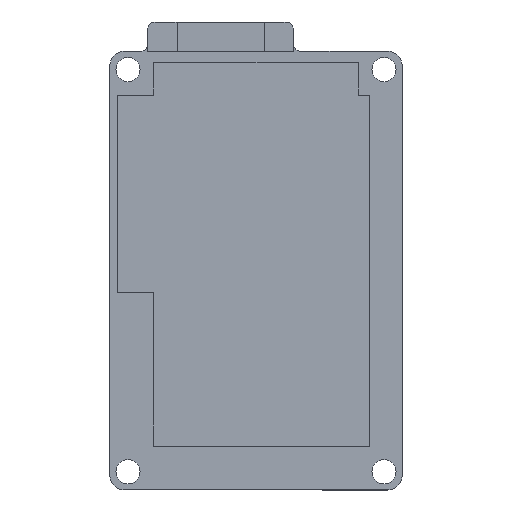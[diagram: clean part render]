
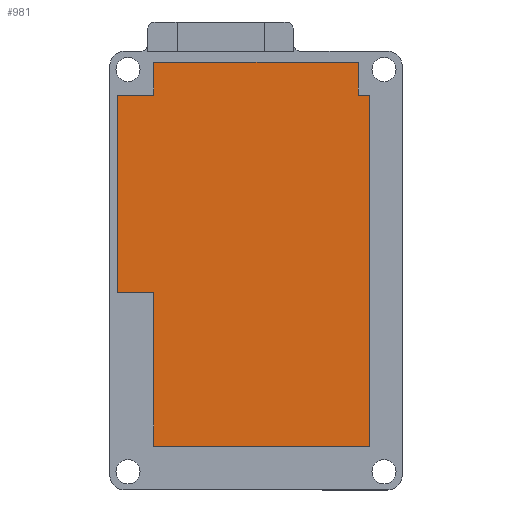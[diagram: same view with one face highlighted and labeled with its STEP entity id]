
A CAD part, top view. The second image highlights one B-rep face of the part: STEP entity #981.
In plain terms, the highlighted planar face has unit normal (0, 0, 1).
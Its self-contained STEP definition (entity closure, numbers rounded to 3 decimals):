
#23 = VECTOR ( 'NONE', #942, 1000. ) ;
#25 = ORIENTED_EDGE ( 'NONE', *, *, #1351, .T. ) ;
#32 = FACE_OUTER_BOUND ( 'NONE', #982, .T. ) ;
#34 = EDGE_CURVE ( 'NONE', #1424, #934, #170, .T. ) ;
#67 = EDGE_CURVE ( 'NONE', #771, #380, #616, .T. ) ;
#76 = ORIENTED_EDGE ( 'NONE', *, *, #649, .T. ) ;
#123 = ORIENTED_EDGE ( 'NONE', *, *, #67, .T. ) ;
#158 = VECTOR ( 'NONE', #370, 1000. ) ;
#160 = CARTESIAN_POINT ( 'NONE',  ( 0., -33., -2. ) ) ;
#165 = CARTESIAN_POINT ( 'NONE',  ( 35.558, -6.013, -2. ) ) ;
#170 = LINE ( 'NONE', #504, #316 ) ;
#179 = EDGE_CURVE ( 'NONE', #449, #771, #1208, .T. ) ;
#185 = LINE ( 'NONE', #278, #940 ) ;
#253 = PLANE ( 'NONE',  #524 ) ;
#278 = CARTESIAN_POINT ( 'NONE',  ( 35.558, 0., -2. ) ) ;
#284 = CARTESIAN_POINT ( 'NONE',  ( 33.987, -1.513, -2. ) ) ;
#286 = CARTESIAN_POINT ( 'NONE',  ( 0., -6.013, -2. ) ) ;
#304 = ORIENTED_EDGE ( 'NONE', *, *, #528, .T. ) ;
#311 = CARTESIAN_POINT ( 'NONE',  ( 6.013, -6.013, -2. ) ) ;
#312 = CARTESIAN_POINT ( 'NONE',  ( 35.558, -53.987, -2. ) ) ;
#316 = VECTOR ( 'NONE', #1401, 1000. ) ;
#357 = VERTEX_POINT ( 'NONE', #1043 ) ;
#370 = DIRECTION ( 'NONE',  ( 0., -1., 0. ) ) ;
#372 = CARTESIAN_POINT ( 'NONE',  ( 33.987, -6.013, -2. ) ) ;
#380 = VERTEX_POINT ( 'NONE', #601 ) ;
#398 = ORIENTED_EDGE ( 'NONE', *, *, #437, .F. ) ;
#413 = CARTESIAN_POINT ( 'NONE',  ( 0., -1.513, -2. ) ) ;
#433 = VERTEX_POINT ( 'NONE', #284 ) ;
#437 = EDGE_CURVE ( 'NONE', #934, #565, #185, .T. ) ;
#449 = VERTEX_POINT ( 'NONE', #712 ) ;
#463 = CARTESIAN_POINT ( 'NONE',  ( 2., -2., -2. ) ) ;
#504 = CARTESIAN_POINT ( 'NONE',  ( 0., -6.013, -2. ) ) ;
#524 = AXIS2_PLACEMENT_3D ( 'NONE', #463, #1140, #908 ) ;
#528 = EDGE_CURVE ( 'NONE', #1197, #565, #1282, .T. ) ;
#565 = VERTEX_POINT ( 'NONE', #312 ) ;
#570 = CARTESIAN_POINT ( 'NONE',  ( 6.013, -53.987, -2. ) ) ;
#575 = VECTOR ( 'NONE', #1215, 1000. ) ;
#601 = CARTESIAN_POINT ( 'NONE',  ( 1.013, -6.013, -2. ) ) ;
#616 = LINE ( 'NONE', #286, #23 ) ;
#649 = EDGE_CURVE ( 'NONE', #380, #1248, #1090, .T. ) ;
#683 = CARTESIAN_POINT ( 'NONE',  ( 1.013, -33., -2. ) ) ;
#704 = VECTOR ( 'NONE', #739, 1000. ) ;
#712 = CARTESIAN_POINT ( 'NONE',  ( 6.013, -1.513, -2. ) ) ;
#728 = CARTESIAN_POINT ( 'NONE',  ( 6.013, 0., -2. ) ) ;
#739 = DIRECTION ( 'NONE',  ( 0., -1., 0. ) ) ;
#760 = LINE ( 'NONE', #413, #850 ) ;
#761 = DIRECTION ( 'NONE',  ( 0., -1., 0. ) ) ;
#771 = VERTEX_POINT ( 'NONE', #311 ) ;
#812 = ORIENTED_EDGE ( 'NONE', *, *, #179, .T. ) ;
#814 = ORIENTED_EDGE ( 'NONE', *, *, #1148, .T. ) ;
#850 = VECTOR ( 'NONE', #966, 1000. ) ;
#855 = ORIENTED_EDGE ( 'NONE', *, *, #1112, .F. ) ;
#881 = DIRECTION ( 'NONE',  ( 1., 0., 0. ) ) ;
#908 = DIRECTION ( 'NONE',  ( -1., 0., 0. ) ) ;
#924 = LINE ( 'NONE', #1251, #158 ) ;
#934 = VERTEX_POINT ( 'NONE', #165 ) ;
#940 = VECTOR ( 'NONE', #1165, 1000. ) ;
#942 = DIRECTION ( 'NONE',  ( -1., 0., 0. ) ) ;
#955 = EDGE_CURVE ( 'NONE', #433, #1424, #924, .T. ) ;
#966 = DIRECTION ( 'NONE',  ( 1., 0., 0. ) ) ;
#975 = ORIENTED_EDGE ( 'NONE', *, *, #34, .F. ) ;
#981 = ADVANCED_FACE ( 'NONE', ( #32 ), #253, .F. ) ;
#982 = EDGE_LOOP ( 'NONE', ( #398, #975, #1354, #855, #812, #123, #76, #25, #814, #304 ) ) ;
#1021 = VECTOR ( 'NONE', #1033, 1000. ) ;
#1033 = DIRECTION ( 'NONE',  ( 1., 0., 0. ) ) ;
#1043 = CARTESIAN_POINT ( 'NONE',  ( 6.013, -33., -2. ) ) ;
#1054 = LINE ( 'NONE', #160, #1021 ) ;
#1090 = LINE ( 'NONE', #1198, #704 ) ;
#1093 = CARTESIAN_POINT ( 'NONE',  ( 0., -53.987, -2. ) ) ;
#1112 = EDGE_CURVE ( 'NONE', #449, #433, #760, .T. ) ;
#1140 = DIRECTION ( 'NONE',  ( 0., 0., -1. ) ) ;
#1148 = EDGE_CURVE ( 'NONE', #357, #1197, #1291, .T. ) ;
#1165 = DIRECTION ( 'NONE',  ( 0., -1., 0. ) ) ;
#1197 = VERTEX_POINT ( 'NONE', #570 ) ;
#1198 = CARTESIAN_POINT ( 'NONE',  ( 1.013, 0., -2. ) ) ;
#1208 = LINE ( 'NONE', #1338, #1361 ) ;
#1215 = DIRECTION ( 'NONE',  ( 0., -1., 0. ) ) ;
#1248 = VERTEX_POINT ( 'NONE', #683 ) ;
#1251 = CARTESIAN_POINT ( 'NONE',  ( 33.987, 0., -2. ) ) ;
#1282 = LINE ( 'NONE', #1093, #1362 ) ;
#1291 = LINE ( 'NONE', #728, #575 ) ;
#1338 = CARTESIAN_POINT ( 'NONE',  ( 6.013, 0., -2. ) ) ;
#1351 = EDGE_CURVE ( 'NONE', #1248, #357, #1054, .T. ) ;
#1354 = ORIENTED_EDGE ( 'NONE', *, *, #955, .F. ) ;
#1361 = VECTOR ( 'NONE', #761, 1000. ) ;
#1362 = VECTOR ( 'NONE', #881, 1000. ) ;
#1401 = DIRECTION ( 'NONE',  ( 1., 0., 0. ) ) ;
#1424 = VERTEX_POINT ( 'NONE', #372 ) ;
